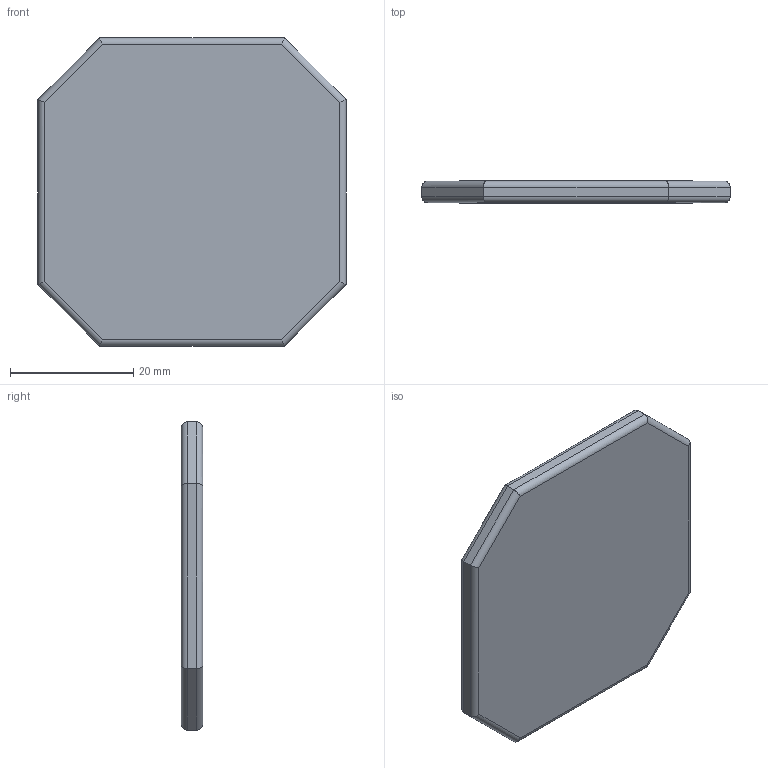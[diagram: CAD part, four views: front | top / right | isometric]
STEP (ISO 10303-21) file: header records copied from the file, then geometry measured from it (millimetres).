
FILE_DESCRIPTION(/* description */ (''),/* implementation_level */ '2;1');
FILE_NAME(/* name */ 'knight.step',/* time_stamp */ '2022-02-09T03:26:06-06:00',/* author */ (''),/* organization */ (''),/* preprocessor_version */ 'ST-DEVELOPER v18.1',/* originating_system */ 'Autodesk Translation Framework v10.13.0.1454',/* authorisation */ '');
FILE_SCHEMA (('AUTOMOTIVE_DESIGN { 1 0 10303 214 3 1 1 }'));
Length unit declared in the file: millimetre
Products named in the file (1): (Unsaved)
Bounding box: 50 x 3.5 x 50 mm (x, y, z)
Volume: 6619.9 mm3; surface area: 7777.4 mm2
Topology: 8 solids, 8 shells, 97 faces, 223 edges, 146 vertices
Faces by surface type: plane 71, cylinder 26
Full cylindrical faces by diameter (mm): 5.1 x4
Entity records: 2753 total; most frequent: CARTESIAN_POINT 467, DIRECTION 455, ORIENTED_EDGE 446, EDGE_CURVE 223, LINE 187, VECTOR 187, VERTEX_POINT 146, AXIS2_PLACEMENT_3D 134
